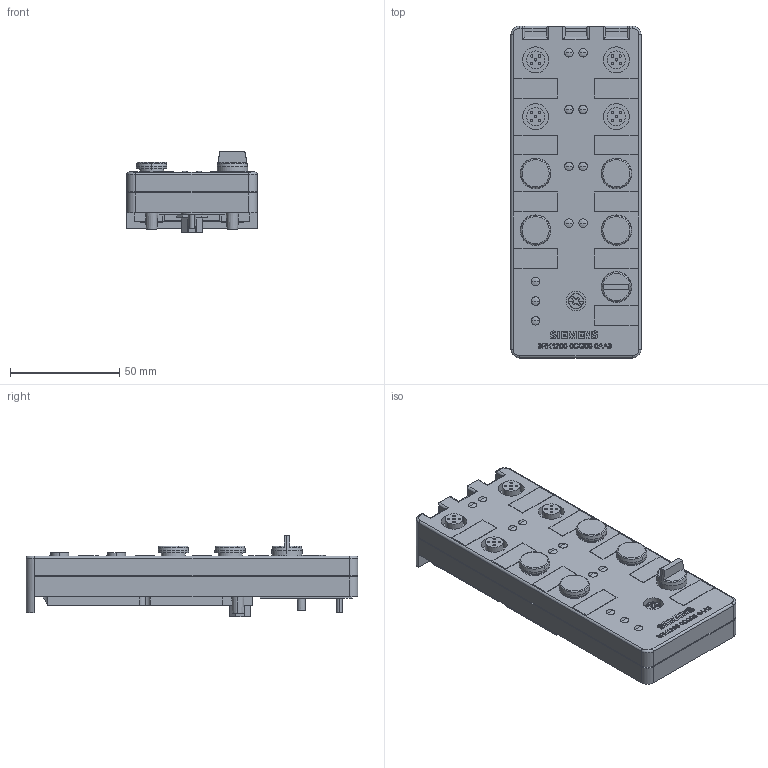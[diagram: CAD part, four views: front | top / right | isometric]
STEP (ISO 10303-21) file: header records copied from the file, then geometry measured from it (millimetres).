
FILE_DESCRIPTION(('STEP AP214'),'1');
FILE_NAME('cctmp_E48483C5-5E53-412D-9AA4-FD072FDFEA06_2023_07_24_17_57_50_0949..stp','2023-07-24T15:57:52',('SIEMENS A&D'),('CADClick - www.CADClick.com'),'Spatial InterOp 3D postprocessed',' ','unknown authorization');
FILE_SCHEMA(('AUTOMOTIVE_DESIGN'));
Length unit declared in the file: millimetre
Products named in the file (1): 2023_07_24_17_57_50_0917
Bounding box: 59.6 x 152 x 37.2 mm (x, y, z)
Volume: 186712 mm3; surface area: 35725.7 mm2
Topology: 1 solids, 12 shells, 821 faces, 2062 edges, 1342 vertices
Faces by surface type: plane 426, cylinder 171, bspline 154, cone 28, sphere 24, torus 18
Entity records: 35449 total; most frequent: CARTESIAN_POINT 14174, ORIENTED_EDGE 4062, DIRECTION 3445, EDGE_CURVE 2031, VERTEX_POINT 1339, LINE 1241, VECTOR 1241, AXIS2_PLACEMENT_3D 1102
